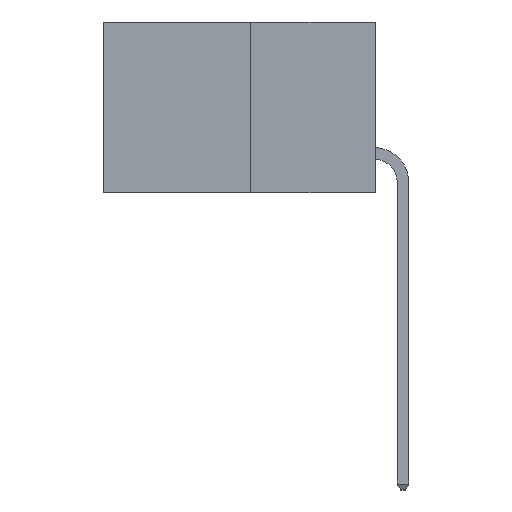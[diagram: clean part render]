
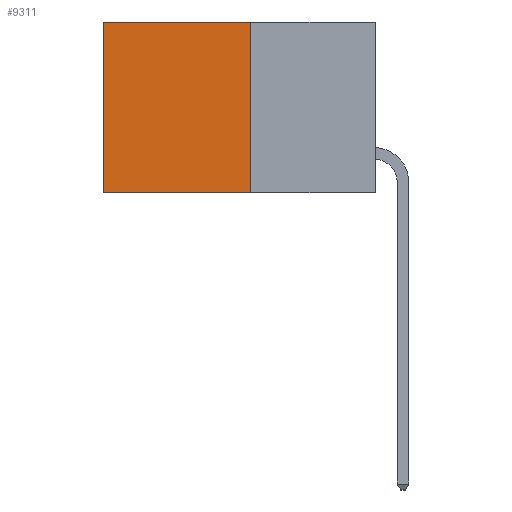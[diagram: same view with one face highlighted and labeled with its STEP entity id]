
A CAD part, left-side view. The second image highlights one B-rep face of the part: STEP entity #9311.
In plain terms, the highlighted planar face has unit normal (-1, 0, 0).
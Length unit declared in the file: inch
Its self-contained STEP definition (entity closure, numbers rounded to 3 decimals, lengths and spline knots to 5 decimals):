
#84 = CARTESIAN_POINT ( 'NONE',  ( 0.277, 0.59, -0.37 ) ) ;
#1366 = EDGE_CURVE ( 'NONE', #13338, #2284, #5428, .T. ) ;
#1405 = VECTOR ( 'NONE', #7584, 39.37008 ) ;
#1831 = LINE ( 'NONE', #7439, #1405 ) ;
#2284 = VERTEX_POINT ( 'NONE', #9976 ) ;
#2367 = CARTESIAN_POINT ( 'NONE',  ( 0.277, 0.27, 0. ) ) ;
#2442 = EDGE_CURVE ( 'NONE', #12937, #10750, #16598, .T. ) ;
#2452 = AXIS2_PLACEMENT_3D ( 'NONE', #17007, #16638, #16605 ) ;
#3239 = DIRECTION ( 'NONE',  ( 0., 0., -1. ) ) ;
#3556 = DIRECTION ( 'NONE',  ( 0., 0., -1. ) ) ;
#3822 = EDGE_LOOP ( 'NONE', ( #9549, #9521, #8865, #8154 ) ) ;
#3920 = CARTESIAN_POINT ( 'NONE',  ( 0.277, 0.59, 0. ) ) ;
#4678 = EDGE_CURVE ( 'NONE', #2284, #10750, #9719, .T. ) ;
#5428 = LINE ( 'NONE', #12491, #5859 ) ;
#5859 = VECTOR ( 'NONE', #3239, 39.37008 ) ;
#6224 = VECTOR ( 'NONE', #11265, 39.37008 ) ;
#7439 = CARTESIAN_POINT ( 'NONE',  ( 0.277, 0.27, 0. ) ) ;
#7584 = DIRECTION ( 'NONE',  ( 0., 1., 0. ) ) ;
#7825 = EDGE_CURVE ( 'NONE', #13338, #12937, #1831, .T. ) ;
#8154 = ORIENTED_EDGE ( 'NONE', *, *, #7825, .T. ) ;
#8865 = ORIENTED_EDGE ( 'NONE', *, *, #1366, .F. ) ;
#9311 = ADVANCED_FACE ( 'NONE', ( #11710 ), #16725, .F. ) ;
#9521 = ORIENTED_EDGE ( 'NONE', *, *, #4678, .F. ) ;
#9549 = ORIENTED_EDGE ( 'NONE', *, *, #2442, .T. ) ;
#9719 = LINE ( 'NONE', #11334, #6224 ) ;
#9976 = CARTESIAN_POINT ( 'NONE',  ( 0.277, 0.27, -0.37 ) ) ;
#10750 = VERTEX_POINT ( 'NONE', #11471 ) ;
#11265 = DIRECTION ( 'NONE',  ( 0., 1., 0. ) ) ;
#11334 = CARTESIAN_POINT ( 'NONE',  ( 0.277, 0.27, -0.37 ) ) ;
#11471 = CARTESIAN_POINT ( 'NONE',  ( 0.277, 0.59, -0.37 ) ) ;
#11710 = FACE_OUTER_BOUND ( 'NONE', #3822, .T. ) ;
#12491 = CARTESIAN_POINT ( 'NONE',  ( 0.277, 0.27, -0.37 ) ) ;
#12937 = VERTEX_POINT ( 'NONE', #3920 ) ;
#13098 = VECTOR ( 'NONE', #3556, 39.37008 ) ;
#13338 = VERTEX_POINT ( 'NONE', #2367 ) ;
#16598 = LINE ( 'NONE', #84, #13098 ) ;
#16605 = DIRECTION ( 'NONE',  ( 0., 0., -1. ) ) ;
#16638 = DIRECTION ( 'NONE',  ( 1., 0., 0. ) ) ;
#16725 = PLANE ( 'NONE',  #2452 ) ;
#17007 = CARTESIAN_POINT ( 'NONE',  ( 0.277, 0.27, -0.37 ) ) ;
